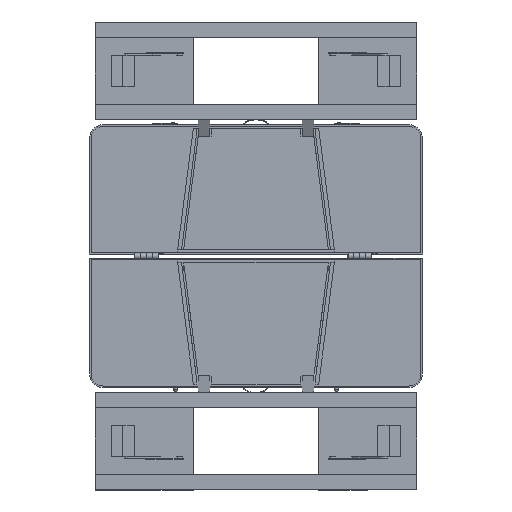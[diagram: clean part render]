
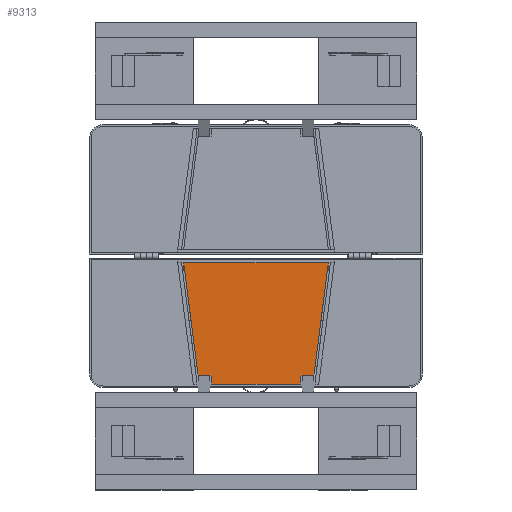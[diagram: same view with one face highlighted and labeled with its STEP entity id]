
A CAD part, top view. The second image highlights one B-rep face of the part: STEP entity #9313.
In plain terms, the highlighted planar face has unit normal (0, 0, 1).
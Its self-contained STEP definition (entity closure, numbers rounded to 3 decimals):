
#497=PLANE('',#10141);
#912=FACE_OUTER_BOUND('',#1471,.T.);
#1471=EDGE_LOOP('',(#7316,#7317,#7318,#7319,#7320,#7321,#7322,#7323,#7324,
#7325,#7326,#7327,#7328,#7329));
#2242=LINE('',#14795,#3218);
#2246=LINE('',#14803,#3222);
#2249=LINE('',#14809,#3225);
#2252=LINE('',#14815,#3228);
#2255=LINE('',#14822,#3231);
#2259=LINE('',#14830,#3235);
#2262=LINE('',#14835,#3238);
#2264=LINE('',#14839,#3240);
#2265=LINE('',#14841,#3241);
#2266=LINE('',#14843,#3242);
#2267=LINE('',#14845,#3243);
#2268=LINE('',#14847,#3244);
#2269=LINE('',#14849,#3245);
#2270=LINE('',#14850,#3246);
#3218=VECTOR('',#11669,10.);
#3222=VECTOR('',#11675,10.);
#3225=VECTOR('',#11680,10.);
#3228=VECTOR('',#11685,10.);
#3231=VECTOR('',#11690,10.);
#3235=VECTOR('',#11696,10.);
#3238=VECTOR('',#11701,10.);
#3240=VECTOR('',#11705,10.);
#3241=VECTOR('',#11706,10.);
#3242=VECTOR('',#11707,10.);
#3243=VECTOR('',#11708,10.);
#3244=VECTOR('',#11709,10.);
#3245=VECTOR('',#11710,10.);
#3246=VECTOR('',#11711,10.);
#4462=VERTEX_POINT('',#14793);
#4463=VERTEX_POINT('',#14794);
#4466=VERTEX_POINT('',#14802);
#4468=VERTEX_POINT('',#14808);
#4470=VERTEX_POINT('',#14814);
#4472=VERTEX_POINT('',#14820);
#4473=VERTEX_POINT('',#14821);
#4476=VERTEX_POINT('',#14829);
#4478=VERTEX_POINT('',#14838);
#4479=VERTEX_POINT('',#14840);
#4480=VERTEX_POINT('',#14842);
#4481=VERTEX_POINT('',#14844);
#4482=VERTEX_POINT('',#14846);
#4483=VERTEX_POINT('',#14848);
#5494=EDGE_CURVE('',#4462,#4463,#2242,.T.);
#5498=EDGE_CURVE('',#4463,#4466,#2246,.T.);
#5501=EDGE_CURVE('',#4468,#4462,#2249,.T.);
#5504=EDGE_CURVE('',#4470,#4468,#2252,.T.);
#5507=EDGE_CURVE('',#4472,#4473,#2255,.T.);
#5511=EDGE_CURVE('',#4473,#4476,#2259,.T.);
#5514=EDGE_CURVE('',#4476,#4470,#2262,.T.);
#5516=EDGE_CURVE('',#4466,#4478,#2264,.T.);
#5517=EDGE_CURVE('',#4478,#4479,#2265,.T.);
#5518=EDGE_CURVE('',#4479,#4480,#2266,.T.);
#5519=EDGE_CURVE('',#4480,#4481,#2267,.T.);
#5520=EDGE_CURVE('',#4481,#4482,#2268,.T.);
#5521=EDGE_CURVE('',#4482,#4483,#2269,.T.);
#5522=EDGE_CURVE('',#4483,#4472,#2270,.T.);
#7316=ORIENTED_EDGE('',*,*,#5498,.T.);
#7317=ORIENTED_EDGE('',*,*,#5516,.T.);
#7318=ORIENTED_EDGE('',*,*,#5517,.T.);
#7319=ORIENTED_EDGE('',*,*,#5518,.T.);
#7320=ORIENTED_EDGE('',*,*,#5519,.T.);
#7321=ORIENTED_EDGE('',*,*,#5520,.T.);
#7322=ORIENTED_EDGE('',*,*,#5521,.T.);
#7323=ORIENTED_EDGE('',*,*,#5522,.T.);
#7324=ORIENTED_EDGE('',*,*,#5507,.T.);
#7325=ORIENTED_EDGE('',*,*,#5511,.T.);
#7326=ORIENTED_EDGE('',*,*,#5514,.T.);
#7327=ORIENTED_EDGE('',*,*,#5504,.T.);
#7328=ORIENTED_EDGE('',*,*,#5501,.T.);
#7329=ORIENTED_EDGE('',*,*,#5494,.T.);
#9313=ADVANCED_FACE('',(#912),#497,.T.);
#10141=AXIS2_PLACEMENT_3D('',#14837,#11703,#11704);
#11669=DIRECTION('',(1.,0.,0.));
#11675=DIRECTION('',(0.,-1.,0.));
#11680=DIRECTION('',(0.,1.,0.));
#11685=DIRECTION('',(1.,0.,0.));
#11690=DIRECTION('',(0.,1.,0.));
#11696=DIRECTION('',(1.,0.,0.));
#11701=DIRECTION('',(0.,-1.,0.));
#11703=DIRECTION('center_axis',(0.,0.,1.));
#11704=DIRECTION('ref_axis',(-1.,0.,0.));
#11705=DIRECTION('',(1.,0.,0.));
#11706=DIRECTION('',(0.,1.,0.));
#11707=DIRECTION('',(0.128,0.992,0.));
#11708=DIRECTION('',(-1.,0.,0.));
#11709=DIRECTION('',(0.128,-0.992,0.));
#11710=DIRECTION('',(0.,-1.,0.));
#11711=DIRECTION('',(1.,0.,0.));
#14793=CARTESIAN_POINT('',(537.456,-9.,-102.));
#14794=CARTESIAN_POINT('',(542.456,-9.,-102.));
#14795=CARTESIAN_POINT('',(696.228,-9.,-102.));
#14802=CARTESIAN_POINT('',(542.456,-29.,-102.));
#14803=CARTESIAN_POINT('',(542.456,131.5,-102.));
#14808=CARTESIAN_POINT('',(537.456,-29.,-102.));
#14809=CARTESIAN_POINT('',(537.456,141.5,-102.));
#14814=CARTESIAN_POINT('',(312.544,-29.,-102.));
#14815=CARTESIAN_POINT('',(717.5,-29.,-102.));
#14820=CARTESIAN_POINT('',(307.544,-29.,-102.));
#14821=CARTESIAN_POINT('',(307.544,-9.,-102.));
#14822=CARTESIAN_POINT('',(307.544,141.5,-102.));
#14829=CARTESIAN_POINT('',(312.544,-9.,-102.));
#14830=CARTESIAN_POINT('',(581.272,-9.,-102.));
#14835=CARTESIAN_POINT('',(312.544,131.5,-102.));
#14837=CARTESIAN_POINT('Origin',(850.,292.,-102.));
#14838=CARTESIAN_POINT('',(572.456,-29.,-102.));
#14839=CARTESIAN_POINT('',(717.5,-29.,-102.));
#14840=CARTESIAN_POINT('',(572.456,-9.,-102.));
#14841=CARTESIAN_POINT('',(572.456,141.5,-102.));
#14842=CARTESIAN_POINT('',(609.876,281.,-102.));
#14843=CARTESIAN_POINT('',(612.54,301.648,-102.));
#14844=CARTESIAN_POINT('',(240.124,281.,-102.));
#14845=CARTESIAN_POINT('',(537.5,281.,-102.));
#14846=CARTESIAN_POINT('',(277.544,-9.,-102.));
#14847=CARTESIAN_POINT('',(263.13,102.707,-102.));
#14848=CARTESIAN_POINT('',(277.544,-29.,-102.));
#14849=CARTESIAN_POINT('',(277.544,131.5,-102.));
#14850=CARTESIAN_POINT('',(717.5,-29.,-102.));
